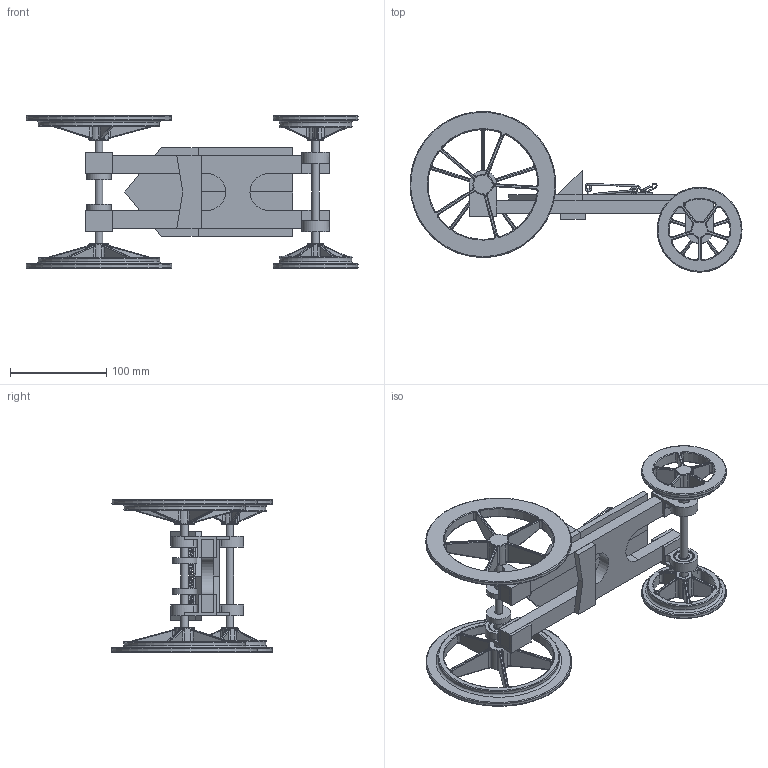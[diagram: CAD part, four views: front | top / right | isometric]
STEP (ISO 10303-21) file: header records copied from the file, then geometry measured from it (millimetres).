
FILE_DESCRIPTION(/* description */ ('-'),/* implementation_level */ '2;1');
FILE_NAME(/* name */ 'mouse trap car assembly.stp',/* time_stamp */ '2021-03-14T20:28:38-07:00',/* author */ ('Sam'),/* organization */ (''),/* preprocessor_version */ 'ST-DEVELOPER v18',/* originating_system */ 'Autodesk Inventor 2020',/* authorisation */ '');
FILE_SCHEMA (('AUTOMOTIVE_DESIGN { 1 0 10303 214 3 1 1 }'));
Length unit declared in the file: millimetre
Products named in the file (18): -; -_1; -_2; -_3; -_4; -_5; mouse trap assembly; -_6; -_7; -_8; -_9; -_10; -_11; -_12; -_13; -_14; -_15; -_16
Assembly tree (29 placements, depth 4):
  -
    -_1
      -_2
      -_3
      -_4
      -_5  x2
      mouse trap assembly  x2
        -_6
        -_7
        -_8
        -_9
        -_10
    -_11  x4
    -_12  x2
    -_13  x2
    -_14  x2
    -_15  x2
    -_16  x4
Bounding box: 345.32 x 166.89 x 158.75 mm (x, y, z)
Volume: 530787.7 mm3; surface area: 230698.6 mm2
Topology: 31 solids, 31 shells, 1114 faces, 2892 edges, 1752 vertices
Faces by surface type: cylinder 346, plane 270, torus 242, bspline 224, cone 32
Full cylindrical faces by diameter (mm): 1.587 x42, 7.938 x4, 8 x4, 8.179 x4, 11.175 x8, 12 x4, 17.069 x2, 18.825 x8, 19.05 x4, 20.879 x2, 22 x4, 22.225 x4, 25.4 x2
Entity records: 29670 total; most frequent: CARTESIAN_POINT 16462, ORIENTED_EDGE 2642, DIRECTION 2567, EDGE_CURVE 1321, AXIS2_PLACEMENT_3D 1066, VERTEX_POINT 818, EDGE_LOOP 571, FACE_OUTER_BOUND 530
